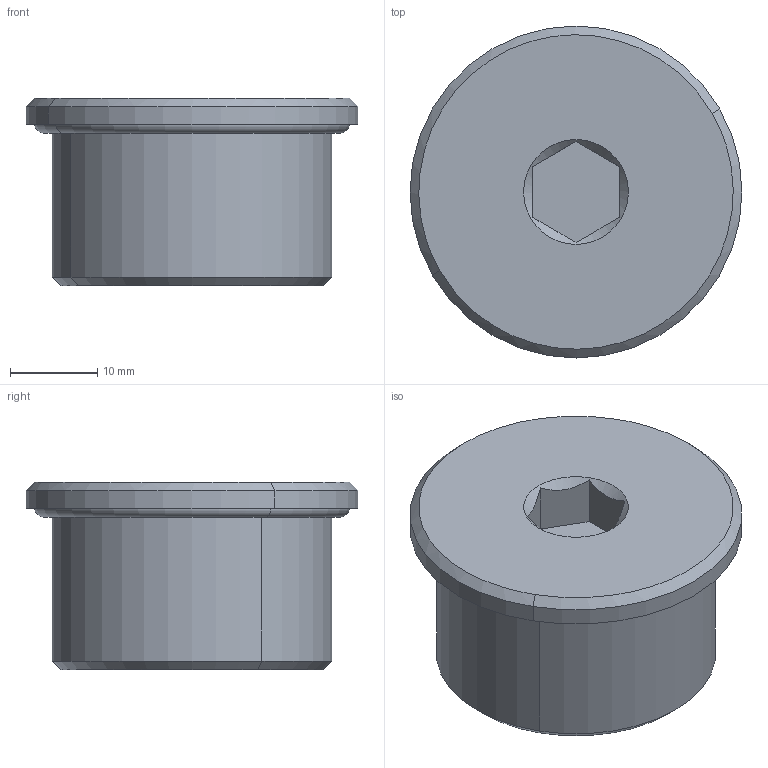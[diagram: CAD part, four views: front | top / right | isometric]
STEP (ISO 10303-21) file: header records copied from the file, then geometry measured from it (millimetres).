
FILE_DESCRIPTION(('CATIA V5 STEP Exchange','CAx-IF Rec.Pracs.--- Model Styling and Organization---1.2---2011-12-15'),'2;1');
FILE_NAME ('D1452292_0_1477890000_1477890000.stp','2018-02-23T12:50:00+00:00',('none'),('Weidmueller'),'CATIA Version 5-6 Release 2014','CATIA V5 STEP AP214','none');
FILE_SCHEMA(('AUTOMOTIVE_DESIGN { 1 0 10303 214 1 1 1 1 }'));
Length unit declared in the file: millimetre
Products named in the file (1): 1477890000_KSPMH_M32_SSC
Bounding box: 38 x 38 x 21.5 mm (x, y, z)
Volume: 17810.7 mm3; surface area: 4670.1 mm2
Topology: 1 solids, 1 shells, 22 faces, 52 edges, 34 vertices
Faces by surface type: plane 10, cone 6, cylinder 4, torus 2
Entity records: 707 total; most frequent: CARTESIAN_POINT 203, ORIENTED_EDGE 104, DIRECTION 82, EDGE_CURVE 52, AXIS2_PLACEMENT_3D 39, VERTEX_POINT 34, EDGE_LOOP 24, VECTOR 22
